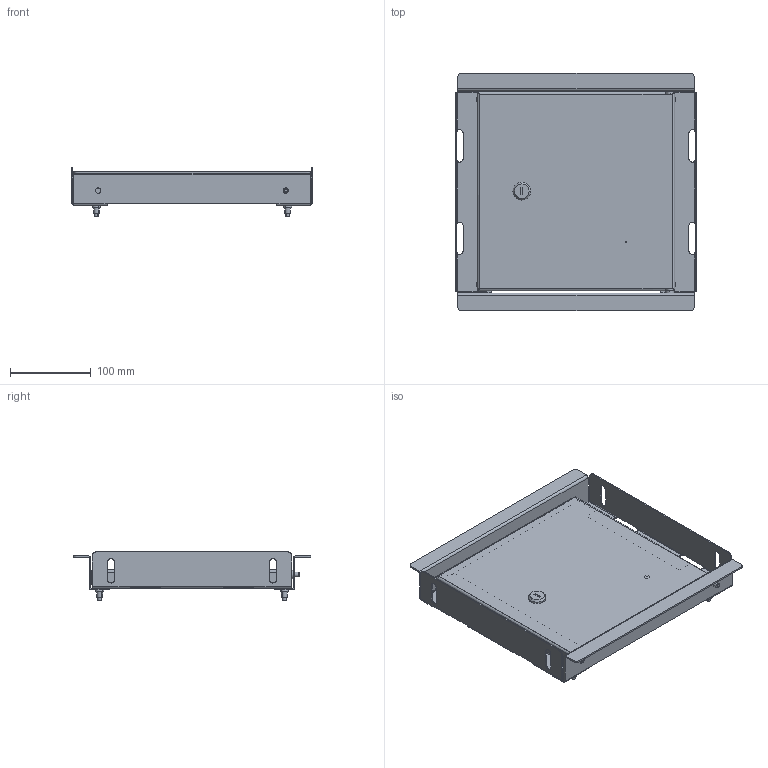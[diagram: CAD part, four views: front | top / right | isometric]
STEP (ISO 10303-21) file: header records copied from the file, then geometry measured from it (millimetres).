
FILE_DESCRIPTION (( 'STEP AP203' ), '1' );
FILE_NAME ('Îáîëî÷êà + Âí.äâåðü.STEP', '2024-02-01T06:23:04', ( '' ), ( '' ), 'SwSTEP 2.0', 'SolidWorks 2022', '' );
FILE_SCHEMA (( 'CONFIG_CONTROL_DESIGN' ));
Length unit declared in the file: millimetre
Products named in the file (13): КИВА 240.42.00СБ_-00 (300); КИВА 240.43.01_-00 (300); Винт потайной DIN965_M5x16; Оболочка + Вн.дверь; Рама вн.двери_30.30; Опора MESAN; Замок 19-16_40 (YZK10-19-16-40); Петля MESAN 189_Без оси; Шпилька AFК_M8x16; Втулка резьбовая BRALO потайной бортик с насечкой ст_Потайной бортик с насечкой М5x13,00x7,00 (1,5); КИВА 240.41.00СБ_300х300; КИВА 240.42.01_-00 (300); КИВА 240.41.01_-00 (300х300)
Assembly tree (19 placements, depth 4):
  Оболочка + Вн.дверь
    Рама вн.двери_30.30
      КИВА 240.42.00СБ_-00 (300)  x2
        КИВА 240.42.01_-00 (300)
        Втулка резьбовая BRALO потайной бортик с насечкой ст_Потайной бортик с насечкой М5x13,00x7,00 (1,5)
      КИВА 240.43.01_-00 (300)  x2
      Винт потайной DIN965_M5x16  x4
    КИВА 240.41.00СБ_300х300
      КИВА 240.41.01_-00 (300х300)
      Петля MESAN 189_Без оси  x2
      Замок 19-16_40 (YZK10-19-16-40)
      Шпилька AFК_M8x16
    Опора MESAN
Bounding box: 297 x 294 x 59.6 mm (x, y, z)
Volume: 259967 mm3; surface area: 404471.2 mm2
Topology: 19 solids, 20 shells, 738 faces, 1740 edges, 1045 vertices
Faces by surface type: plane 386, cylinder 253, cone 76, bspline 14, torus 8, sphere 1
Entity records: 16053 total; most frequent: CARTESIAN_POINT 3336, DIRECTION 2390, ORIENTED_EDGE 2248, EDGE_CURVE 1124, AXIS2_PLACEMENT_3D 832, LINE 726, VECTOR 726, VERTEX_POINT 676
